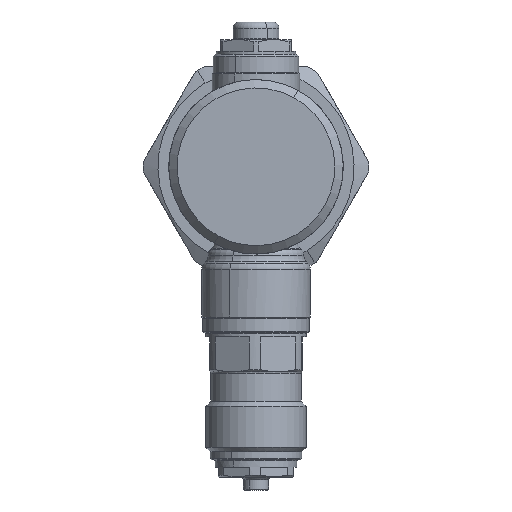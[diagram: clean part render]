
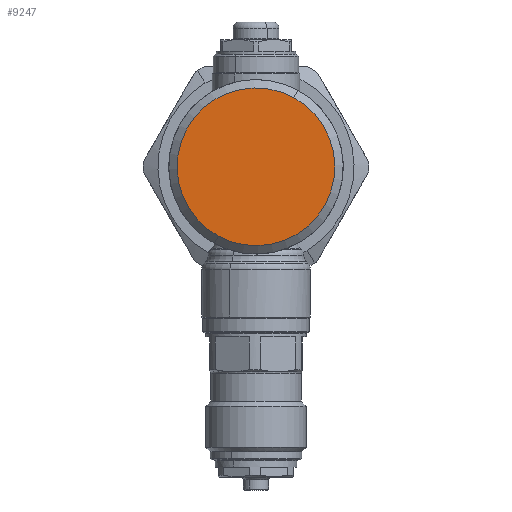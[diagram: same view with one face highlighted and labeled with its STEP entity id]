
A CAD part, front view. The second image highlights one B-rep face of the part: STEP entity #9247.
In plain terms, the highlighted planar face has unit normal (0, -1, 0).
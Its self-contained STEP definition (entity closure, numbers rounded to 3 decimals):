
#9224=CARTESIAN_POINT('Axis2P3D Location',(0.,-29.5,18.9)) ;
#9229=CARTESIAN_POINT('Axis2P3D Location',(0.,-29.5,0.)) ;
#9233=CARTESIAN_POINT('Vertex',(9.061,-29.5,16.586)) ;
#9235=CARTESIAN_POINT('Vertex',(-9.061,-29.5,-16.586)) ;
#9238=CARTESIAN_POINT('Axis2P3D Location',(0.,-29.5,0.)) ;
#9225=DIRECTION('Axis2P3D Direction',(-0.,1.,0.)) ;
#9226=DIRECTION('Axis2P3D XDirection',(1.,0.,0.)) ;
#9230=DIRECTION('Axis2P3D Direction',(-0.,1.,0.)) ;
#9239=DIRECTION('Axis2P3D Direction',(-0.,1.,0.)) ;
#9227=AXIS2_PLACEMENT_3D('Plane Axis2P3D',#9224,#9225,#9226) ;
#9231=AXIS2_PLACEMENT_3D('Circle Axis2P3D',#9229,#9230,$) ;
#9240=AXIS2_PLACEMENT_3D('Circle Axis2P3D',#9238,#9239,$) ;
#9232=CIRCLE('generated circle',#9231,18.9) ;
#9241=CIRCLE('generated circle',#9240,18.9) ;
#9228=PLANE('',#9227) ;
#9237=EDGE_CURVE('',#9234,#9236,#9232,.T.) ;
#9242=EDGE_CURVE('',#9236,#9234,#9241,.T.) ;
#9244=ORIENTED_EDGE('',*,*,#9237,.F.) ;
#9245=ORIENTED_EDGE('',*,*,#9242,.F.) ;
#9243=EDGE_LOOP('',(#9244,#9245)) ;
#9234=VERTEX_POINT('',#9233) ;
#9236=VERTEX_POINT('',#9235) ;
#9247=ADVANCED_FACE('PartBody',(#9246),#9228,.F.) ;
#9246=FACE_OUTER_BOUND('',#9243,.T.) ;
